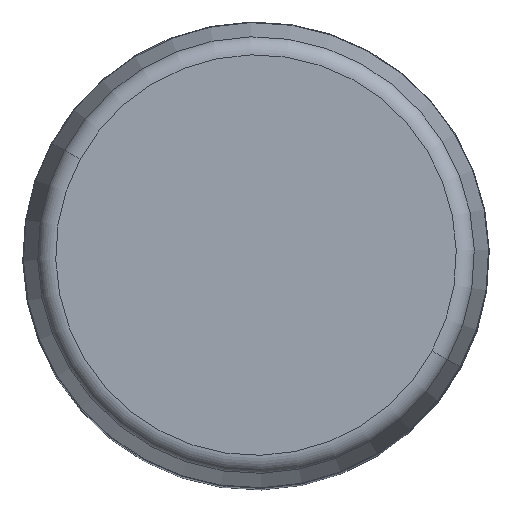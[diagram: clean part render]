
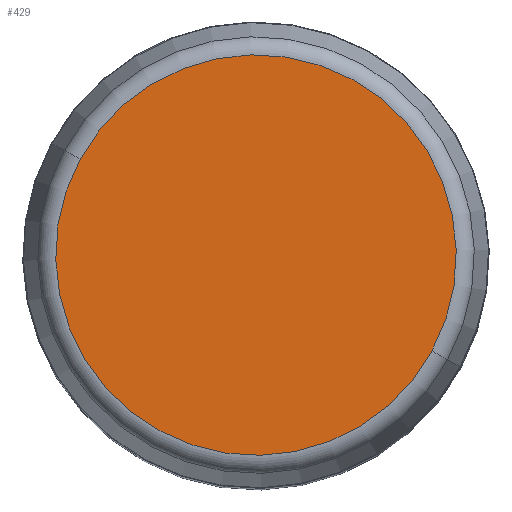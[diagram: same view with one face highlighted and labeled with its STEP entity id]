
A CAD part, top view. The second image highlights one B-rep face of the part: STEP entity #429.
In plain terms, the highlighted planar face has unit normal (0, 0, 1).
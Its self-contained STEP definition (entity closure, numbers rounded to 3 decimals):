
#406=CARTESIAN_POINT('Axis2P3D Location',(-23.,0.,105.)) ;
#411=CARTESIAN_POINT('Axis2P3D Location',(0.,0.,105.)) ;
#415=CARTESIAN_POINT('Vertex',(-18.838,10.291,105.)) ;
#417=CARTESIAN_POINT('Vertex',(18.838,-10.291,105.)) ;
#420=CARTESIAN_POINT('Axis2P3D Location',(0.,0.,105.)) ;
#407=DIRECTION('Axis2P3D Direction',(0.,0.,-1.)) ;
#408=DIRECTION('Axis2P3D XDirection',(1.,0.,0.)) ;
#412=DIRECTION('Axis2P3D Direction',(0.,0.,-1.)) ;
#421=DIRECTION('Axis2P3D Direction',(0.,0.,-1.)) ;
#409=AXIS2_PLACEMENT_3D('Plane Axis2P3D',#406,#407,#408) ;
#413=AXIS2_PLACEMENT_3D('Circle Axis2P3D',#411,#412,$) ;
#422=AXIS2_PLACEMENT_3D('Circle Axis2P3D',#420,#421,$) ;
#426=ORIENTED_EDGE('',*,*,#419,.F.) ;
#427=ORIENTED_EDGE('',*,*,#424,.F.) ;
#429=ADVANCED_FACE('PartBody',(#428),#410,.F.) ;
#414=CIRCLE('generated circle',#413,21.465) ;
#423=CIRCLE('generated circle',#422,21.465) ;
#419=EDGE_CURVE('',#416,#418,#414,.T.) ;
#424=EDGE_CURVE('',#418,#416,#423,.T.) ;
#425=EDGE_LOOP('',(#426,#427)) ;
#428=FACE_OUTER_BOUND('',#425,.T.) ;
#410=PLANE('Plane',#409) ;
#416=VERTEX_POINT('',#415) ;
#418=VERTEX_POINT('',#417) ;
